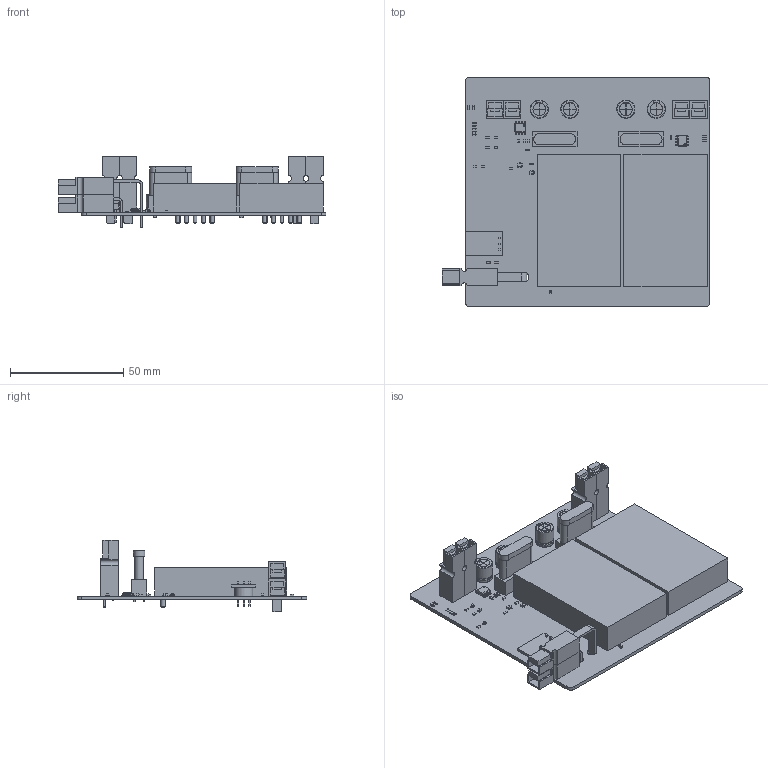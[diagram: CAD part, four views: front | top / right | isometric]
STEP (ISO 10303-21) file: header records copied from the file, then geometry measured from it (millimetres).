
FILE_DESCRIPTION(('KiCad electronic assembly'),'2;1');
FILE_NAME('12V_Powerboard_Hardware.step','2020-02-18T19:19:47',( 'An Author'),('A Company'),'Open CASCADE STEP processor 6.9', 'KiCad to STEP converter','Unknown');
FILE_SCHEMA(('AUTOMOTIVE_DESIGN { 1 0 10303 214 1 1 1 1 }'));
Length unit declared in the file: millimetre
Products named in the file (24): Open CASCADE STEP translator 6.9 1; Anderson_2_Horisontal_Stacked; COMPOUND; Q36SR12020NRFA; SOLID; SOT-323_SC-70; CP_Radial_D8.0mm_P3.50mm; OKI; C_0603_1608Metric; Anderson_2_Vertcal_Side_by_Side; SOIC-8_3.9x4.9mm_P1.27mm; R_0603_1608Metric; Fuze_Block_with_Fuze; LED_0603_1608Metric
Assembly tree (48 placements, depth 3):
  Open CASCADE STEP translator 6.9 1
    Anderson_2_Horisontal_Stacked
      COMPOUND
    Q36SR12020NRFA  x2
      SOLID
    SOT-323_SC-70  x2
      SOLID
    CP_Radial_D8.0mm_P3.50mm  x4
      SOLID
    OKI
      SOLID
    C_0603_1608Metric  x6
      SOLID
    Anderson_2_Vertcal_Side_by_Side  x2
      COMPOUND
    SOIC-8_3.9x4.9mm_P1.27mm  x2
      SOLID
    R_0603_1608Metric  x8
      SOLID
    Fuze_Block_with_Fuze  x2
      SOLID
    LED_0603_1608Metric  x6
      SOLID
    COMPOUND
Bounding box: 118.24 x 101.35 x 31.5 mm (x, y, z)
Volume: 85391.7 mm3; surface area: 48322 mm2
Topology: 40 solids, 44 shells, 1790 faces, 4564 edges, 2940 vertices
Faces by surface type: plane 1154, cylinder 438, bspline 150, revolution 24, cone 16, torus 8
Full cylindrical faces by diameter (mm): 0.5 x18, 0.6 x2, 0.8 x8, 0.889 x3, 1.6 x12, 1.676 x8, 1.778 x12, 2.108 x4, 2.286 x4, 4.06 x2, 4.104 x4, 7.874 x1
Entity records: 51409 total; most frequent: CARTESIAN_POINT 10821, DIRECTION 6598, LINE 4239, VECTOR 4239, ORIENTED_EDGE 3524, PCURVE 3524, DEFINITIONAL_REPRESENTATION 3524, EDGE_CURVE 1762
